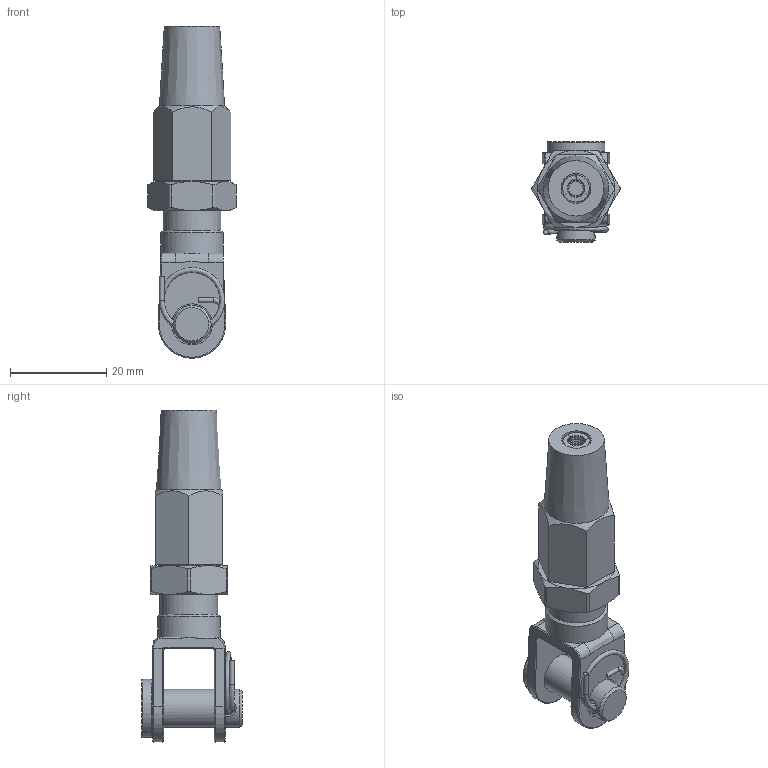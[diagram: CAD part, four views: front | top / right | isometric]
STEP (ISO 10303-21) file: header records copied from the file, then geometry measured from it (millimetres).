
FILE_DESCRIPTION (( 'STEP AP203' ), '1' );
FILE_NAME ('10150004.STEP', '2020-03-16T10:57:12', ( '' ), ( '' ), 'SwSTEP 2.0', 'SolidWorks 2015', '' );
FILE_SCHEMA (( 'CONFIG_CONTROL_DESIGN' ));
Length unit declared in the file: millimetre
Products named in the file (20): 1015000X Teil1; 1015000X Teil7_10150004 Teil7; 1015000X Teil8; 1015000X Teil2; 1015000X Teil4; 10150004; 1015000X Teil5; 1015000X Teil6; 1015000X Teil3_10150004 Teil3; 1015000X Teil2_10150004 Teil2; 1015000X Teil1_10150004 Teil1; 1015000X Teil4_10150004 Teil4; 1015000X Teil7; 1015000X Teil3; 1015000X Teil5_10150004 Teil5; 1015000X Teil8_10150004 Teil7; 1015000X Teil6_10150004 Teil6
Assembly tree (12 placements, depth 2):
  1015000X Teil1
  1015000X Teil2
  1015000X Teil4
  10150004
    1015000X Teil5
    1015000X Teil8
  1015000X Teil6
Bounding box: 18.32 x 20.9 x 68.82 mm (x, y, z)
Volume: 8970.4 mm3; surface area: 7874.5 mm2
Topology: 10 solids, 10 shells, 554 faces, 1480 edges, 974 vertices
Faces by surface type: plane 161, cylinder 142, torus 117, bspline 104, cone 30
Full cylindrical faces by diameter (mm): 1 x2, 2.5 x1, 4 x1, 5 x1, 7.9 x1, 8 x1, 8.5 x2, 8.675 x1, 10.2 x2, 12 x2, 13 x1
Entity records: 22553 total; most frequent: CARTESIAN_POINT 11515, ORIENTED_EDGE 2002, DIRECTION 1642, EDGE_CURVE 1001, VERTEX_POINT 669, AXIS2_PLACEMENT_3D 572, VECTOR 498, LINE 498
